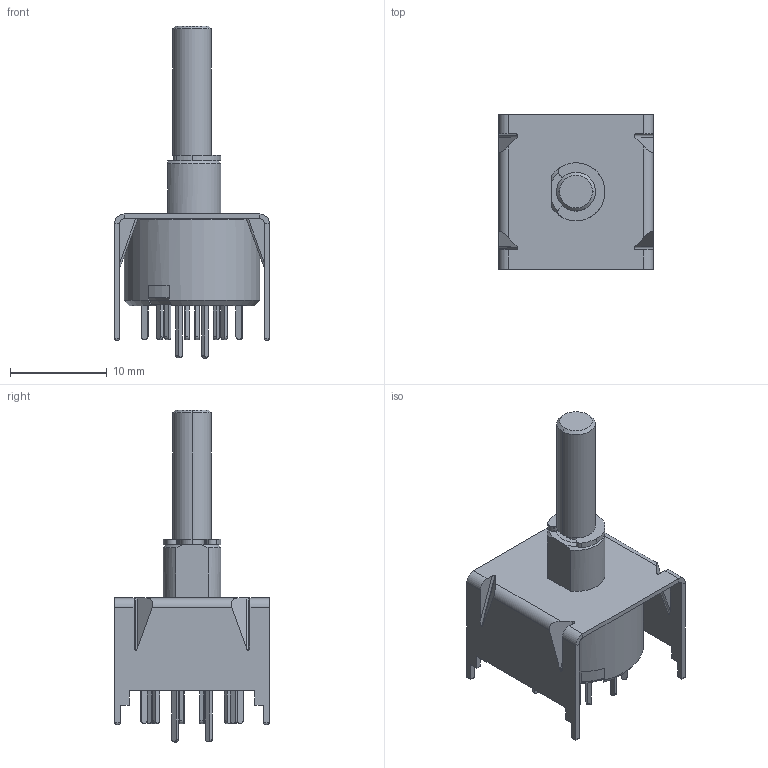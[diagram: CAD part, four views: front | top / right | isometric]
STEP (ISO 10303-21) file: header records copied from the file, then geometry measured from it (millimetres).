
FILE_DESCRIPTION (( 'STEP AP203' ), '1' );
FILE_NAME ('4ﾏ2ﾍ 14 IP40-0.STEP', '2020-09-03T00:20:39', ( '' ), ( '' ), 'SwSTEP 2.0', 'SolidWorks 2017', '' );
FILE_SCHEMA (( 'CONFIG_CONTROL_DESIGN' ));
Length unit declared in the file: millimetre
Products named in the file (22): ÌÏÍ3 10Ï âûâîä-oa7; ÌÏÍ3 Êîíòàêò íà 180; 扻豵鵨; ÔÈÌÄ-Ý.18.27 Óçåë ôèêñàöèè; 扻錪犩 諘瀁謺鍷; ÌÏÍ3 Ïðóæèíêà Ô ïðÿìàÿ; 4ﾏ2ﾍ 14 IP40-0; ﾔﾈﾌﾄ.745328.001 ﾊ煇鳫; ÌÏÍ3 10Ï îñíîâàíèå; �����_4�2�; 櫻蠉錪2; ﾔﾈﾌﾄ-ﾝ.18.34 ﾂ琿_14; ÌÏÍ3 ðîòîð 4Í; 匀棠.754175.002 暑朦鲱 箫腩蝽栩咫铄
Assembly tree (20 placements, depth 3):
  ÌÏÍ3 Ïðóæèíêà Ô ïðÿìàÿ
  4ﾏ2ﾍ 14 IP40-0
    ÔÈÌÄ-Ý.18.27 Óçåë ôèêñàöèè
      扻豵鵨
      扻錪犩 諘瀁謺鍷
      匀棠.754175.002 暑朦鲱 箫腩蝽栩咫铄  x2
    �����_4�2�
      ÌÏÍ3 Êîíòàêò íà 180
      ÌÏÍ3 10Ï âûâîä-oa7
      ÌÏÍ3 10Ï îñíîâàíèå
      ÌÏÍ3 Êîíòàêò íà 180
      ÌÏÍ3 10Ï âûâîä-oa7
      ÌÏÍ3 10Ï âûâîä-oa7
      ÌÏÍ3 10Ï âûâîä-oa7
      ÌÏÍ3 10Ï âûâîä-oa7
      ÌÏÍ3 10Ï âûâîä-oa7
      ÌÏÍ3 10Ï âûâîä-oa7
      ÌÏÍ3 10Ï âûâîä-oa7
      櫻蠉錪2
    ﾔﾈﾌﾄ-ﾝ.18.34 ﾂ琿_14
    ﾔﾈﾌﾄ.745328.001 ﾊ煇鳫
  ÌÏÍ3 ðîòîð 4Í
Bounding box: 16 x 16 x 34.35 mm (x, y, z)
Volume: 1366.6 mm3; surface area: 3758.3 mm2
Topology: 18 solids, 18 shells, 389 faces, 943 edges, 610 vertices
Faces by surface type: plane 216, cylinder 122, bspline 32, cone 19
Entity records: 13936 total; most frequent: CARTESIAN_POINT 2741, ORIENTED_EDGE 1870, DIRECTION 1798, EDGE_CURVE 935, LINE 608, VECTOR 608, VERTEX_POINT 606, AXIS2_PLACEMENT_3D 595
